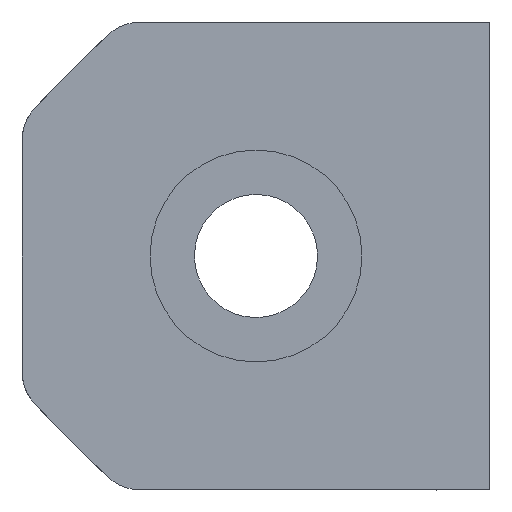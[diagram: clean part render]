
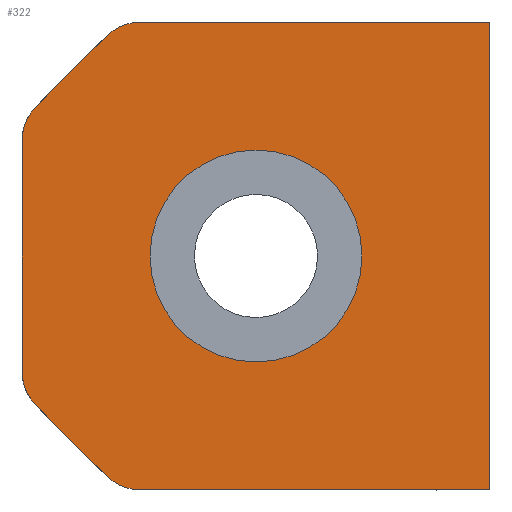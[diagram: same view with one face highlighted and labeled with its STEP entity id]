
A CAD part, front view. The second image highlights one B-rep face of the part: STEP entity #322.
In plain terms, the highlighted planar face has unit normal (0, -1, 0).
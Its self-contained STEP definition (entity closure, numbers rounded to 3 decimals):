
#18=FACE_BOUND('',#56,.T.);
#24=PLANE('',#359);
#36=FACE_OUTER_BOUND('',#55,.T.);
#55=EDGE_LOOP('',(#238,#239,#240,#241,#242,#243,#244,#245,#246,#247));
#56=EDGE_LOOP('',(#248));
#76=LINE('',#497,#105);
#80=LINE('',#504,#109);
#82=LINE('',#515,#111);
#83=LINE('',#519,#112);
#84=LINE('',#523,#113);
#85=LINE('',#526,#114);
#105=VECTOR('',#397,10.);
#109=VECTOR('',#403,10.);
#111=VECTOR('',#415,10.);
#112=VECTOR('',#418,10.);
#113=VECTOR('',#421,10.);
#114=VECTOR('',#424,10.);
#135=CIRCLE('',#358,10.);
#136=CIRCLE('',#360,10.);
#137=CIRCLE('',#361,10.);
#138=CIRCLE('',#362,10.);
#139=CIRCLE('',#363,21.5);
#149=VERTEX_POINT('',#494);
#150=VERTEX_POINT('',#496);
#152=VERTEX_POINT('',#502);
#155=VERTEX_POINT('',#510);
#156=VERTEX_POINT('',#514);
#157=VERTEX_POINT('',#516);
#158=VERTEX_POINT('',#518);
#159=VERTEX_POINT('',#520);
#160=VERTEX_POINT('',#522);
#161=VERTEX_POINT('',#524);
#162=VERTEX_POINT('',#527);
#180=EDGE_CURVE('',#150,#149,#76,.T.);
#184=EDGE_CURVE('',#149,#152,#80,.T.);
#188=EDGE_CURVE('',#155,#152,#135,.T.);
#189=EDGE_CURVE('',#156,#155,#82,.T.);
#190=EDGE_CURVE('',#157,#156,#136,.T.);
#191=EDGE_CURVE('',#157,#158,#83,.T.);
#192=EDGE_CURVE('',#159,#158,#137,.T.);
#193=EDGE_CURVE('',#160,#159,#84,.T.);
#194=EDGE_CURVE('',#161,#160,#138,.T.);
#195=EDGE_CURVE('',#161,#150,#85,.T.);
#196=EDGE_CURVE('',#162,#162,#139,.T.);
#238=ORIENTED_EDGE('',*,*,#188,.F.);
#239=ORIENTED_EDGE('',*,*,#189,.F.);
#240=ORIENTED_EDGE('',*,*,#190,.F.);
#241=ORIENTED_EDGE('',*,*,#191,.T.);
#242=ORIENTED_EDGE('',*,*,#192,.F.);
#243=ORIENTED_EDGE('',*,*,#193,.F.);
#244=ORIENTED_EDGE('',*,*,#194,.F.);
#245=ORIENTED_EDGE('',*,*,#195,.T.);
#246=ORIENTED_EDGE('',*,*,#180,.T.);
#247=ORIENTED_EDGE('',*,*,#184,.T.);
#248=ORIENTED_EDGE('',*,*,#196,.T.);
#322=ADVANCED_FACE('',(#36,#18),#24,.F.);
#358=AXIS2_PLACEMENT_3D('',#512,#411,#412);
#359=AXIS2_PLACEMENT_3D('',#513,#413,#414);
#360=AXIS2_PLACEMENT_3D('',#517,#416,#417);
#361=AXIS2_PLACEMENT_3D('',#521,#419,#420);
#362=AXIS2_PLACEMENT_3D('',#525,#422,#423);
#363=AXIS2_PLACEMENT_3D('',#528,#425,#426);
#397=DIRECTION('',(0.,0.,1.));
#403=DIRECTION('',(-1.,0.,0.));
#411=DIRECTION('center_axis',(0.,1.,0.));
#412=DIRECTION('ref_axis',(-0.383,0.,0.924));
#413=DIRECTION('center_axis',(0.,1.,0.));
#414=DIRECTION('ref_axis',(1.,0.,0.));
#415=DIRECTION('',(0.707,0.,0.707));
#416=DIRECTION('center_axis',(0.,1.,0.));
#417=DIRECTION('ref_axis',(-0.924,0.,0.383));
#418=DIRECTION('',(0.,0.,-1.));
#419=DIRECTION('center_axis',(0.,1.,0.));
#420=DIRECTION('ref_axis',(-0.924,0.,-0.383));
#421=DIRECTION('',(-0.707,0.,0.707));
#422=DIRECTION('center_axis',(0.,1.,0.));
#423=DIRECTION('ref_axis',(-0.383,0.,-0.924));
#424=DIRECTION('',(1.,0.,0.));
#425=DIRECTION('center_axis',(0.,1.,0.));
#426=DIRECTION('ref_axis',(1.,0.,0.));
#494=CARTESIAN_POINT('',(0.,0.,0.));
#496=CARTESIAN_POINT('',(0.,0.,-95.));
#497=CARTESIAN_POINT('',(0.,0.,-95.));
#502=CARTESIAN_POINT('',(-70.858,0.,0.));
#504=CARTESIAN_POINT('',(0.,0.,0.));
#510=CARTESIAN_POINT('',(-77.929,0.,-2.929));
#512=CARTESIAN_POINT('Origin',(-70.858,0.,-10.));
#513=CARTESIAN_POINT('Origin',(-47.5,0.,-47.5));
#514=CARTESIAN_POINT('',(-92.071,0.,-17.071));
#515=CARTESIAN_POINT('',(-85.,0.,-10.));
#516=CARTESIAN_POINT('',(-95.,0.,-24.142));
#517=CARTESIAN_POINT('Origin',(-85.,0.,-24.142));
#518=CARTESIAN_POINT('',(-95.,0.,-70.858));
#519=CARTESIAN_POINT('',(-95.,0.,0.));
#520=CARTESIAN_POINT('',(-92.071,0.,-77.929));
#521=CARTESIAN_POINT('Origin',(-85.,0.,-70.858));
#522=CARTESIAN_POINT('',(-77.929,0.,-92.071));
#523=CARTESIAN_POINT('',(-85.,0.,-85.));
#524=CARTESIAN_POINT('',(-70.858,0.,-95.));
#525=CARTESIAN_POINT('Origin',(-70.858,0.,-85.));
#526=CARTESIAN_POINT('',(-95.,0.,-95.));
#527=CARTESIAN_POINT('',(-69.,0.,-47.5));
#528=CARTESIAN_POINT('Origin',(-47.5,0.,-47.5));
